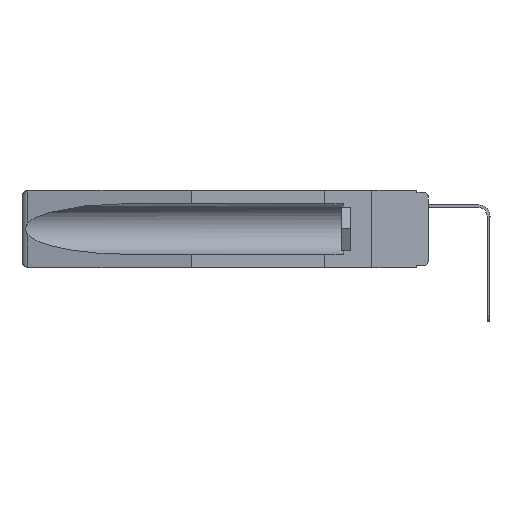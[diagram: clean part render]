
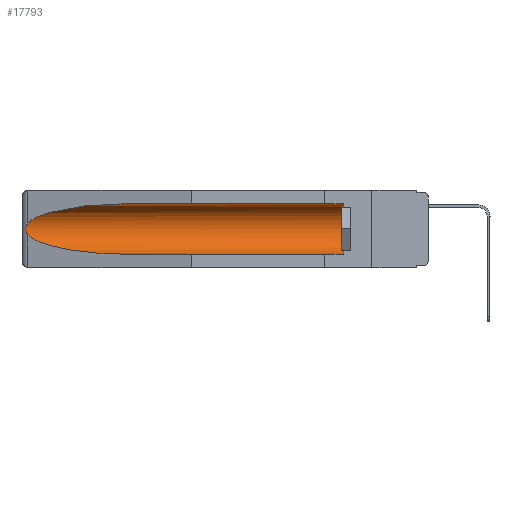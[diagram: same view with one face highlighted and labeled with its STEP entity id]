
A CAD part, left-side view. The second image highlights one B-rep face of the part: STEP entity #17793.
In plain terms, the highlighted cylindrical face has radius 2.857 mm (diameter 5.715 mm), a partial arc.
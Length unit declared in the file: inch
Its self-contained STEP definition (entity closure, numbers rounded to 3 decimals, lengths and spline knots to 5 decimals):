
#317 = LINE ( 'NONE', #23361, #4330 ) ;
#678 = DIRECTION ( 'NONE',  ( 0., -1., 0. ) ) ;
#1337 = CARTESIAN_POINT ( 'NONE',  ( 0.155, 0.126, -0.059 ) ) ;
#1738 = CARTESIAN_POINT ( 'NONE',  ( 0.155, 1.07973, -0.284 ) ) ;
#2094 = CARTESIAN_POINT ( 'NONE',  ( 0.25451, 1.48313, -0.09465 ) ) ;
#2142 = FACE_OUTER_BOUND ( 'NONE', #21117, .T. ) ;
#2381 = CARTESIAN_POINT ( 'NONE',  ( 0.26597, 1.5296, -0.19026 ) ) ;
#2745 = ORIENTED_EDGE ( 'NONE', *, *, #3680, .T. ) ;
#3339 = AXIS2_PLACEMENT_3D ( 'NONE', #3846, #11503, #20554 ) ;
#3680 = EDGE_CURVE ( 'NONE', #18349, #17366, #23621, .T. ) ;
#3846 = CARTESIAN_POINT ( 'NONE',  ( 0.155, -0.30754, -0.1715 ) ) ;
#4078 = CARTESIAN_POINT ( 'NONE',  ( 0.26655, 1.53094, -0.18657 ) ) ;
#4330 = VECTOR ( 'NONE', #8825, 39.37008 ) ;
#4532 = ORIENTED_EDGE ( 'NONE', *, *, #7602, .T. ) ;
#5571 = CARTESIAN_POINT ( 'NONE',  ( 0.155, 1.07973, -0.059 ) ) ;
#6176 = CARTESIAN_POINT ( 'NONE',  ( 0.2673, 1.53269, -0.17917 ) ) ;
#6988 = VERTEX_POINT ( 'NONE', #1337 ) ;
#7208 = VERTEX_POINT ( 'NONE', #10651 ) ;
#7602 = EDGE_CURVE ( 'NONE', #17274, #6988, #8979, .T. ) ;
#7641 = CARTESIAN_POINT ( 'NONE',  ( 0.21114, 1.30732, -0.059 ) ) ;
#7702 = CARTESIAN_POINT ( 'NONE',  ( 0.26537, 1.52718, -0.14972 ) ) ;
#8825 = DIRECTION ( 'NONE',  ( 0., 1., 0. ) ) ;
#8843 = DIRECTION ( 'NONE',  ( 0., 1., 0. ) ) ;
#8979 = CIRCLE ( 'NONE', #15706, 0.1125 ) ;
#9551 = CARTESIAN_POINT ( 'NONE',  ( 0.26654, 1.53092, -0.15636 ) ) ;
#9792 = CARTESIAN_POINT ( 'NONE',  ( 0.26537, 1.52718, -0.19328 ) ) ;
#9974 = CARTESIAN_POINT ( 'NONE',  ( 0.25451, 1.48313, -0.24835 ) ) ;
#9992 = EDGE_CURVE ( 'NONE', #17366, #22499, #15043, .T. ) ;
#10651 = CARTESIAN_POINT ( 'NONE',  ( 0.155, 1.07973, -0.059 ) ) ;
#11362 = CARTESIAN_POINT ( 'NONE',  ( 0.155, 0.126, -0.284 ) ) ;
#11500 =( BOUNDED_CURVE ( )  B_SPLINE_CURVE ( 3, ( #5571, #7641, #2094, #20575 ),
 .UNSPECIFIED., .F., .F. ) 
 B_SPLINE_CURVE_WITH_KNOTS ( ( 4, 4 ),
 ( 4.71239, 6.08839 ),
 .UNSPECIFIED. ) 
 CURVE ( )  GEOMETRIC_REPRESENTATION_ITEM ( )  RATIONAL_B_SPLINE_CURVE ( ( 1., 0.848, 0.848, 1. ) ) 
 REPRESENTATION_ITEM ( '' )  );
#11503 = DIRECTION ( 'NONE',  ( 0., 1., 0. ) ) ;
#11690 = CARTESIAN_POINT ( 'NONE',  ( 0.26537, 1.52718, -0.19328 ) ) ;
#13272 = CARTESIAN_POINT ( 'NONE',  ( 0.26597, 1.52961, -0.15275 ) ) ;
#13742 = ORIENTED_EDGE ( 'NONE', *, *, #9992, .T. ) ;
#14054 = LINE ( 'NONE', #19914, #21017 ) ;
#14629 = EDGE_CURVE ( 'NONE', #17274, #22499, #317, .T. ) ;
#15043 =( BOUNDED_CURVE ( )  B_SPLINE_CURVE ( 3, ( #11690, #9974, #23069, #21373 ),
 .UNSPECIFIED., .F., .F. ) 
 B_SPLINE_CURVE_WITH_KNOTS ( ( 4, 4 ),
 ( 0.1948, 1.5708 ),
 .UNSPECIFIED. ) 
 CURVE ( )  GEOMETRIC_REPRESENTATION_ITEM ( )  RATIONAL_B_SPLINE_CURVE ( ( 1., 0.848, 0.848, 1. ) ) 
 REPRESENTATION_ITEM ( '' )  );
#15121 = CARTESIAN_POINT ( 'NONE',  ( 0.2673, 1.5327, -0.16383 ) ) ;
#15706 = AXIS2_PLACEMENT_3D ( 'NONE', #22843, #678, #17264 ) ;
#16720 = CARTESIAN_POINT ( 'NONE',  ( 0.26537, 1.52718, -0.14972 ) ) ;
#17039 = ORIENTED_EDGE ( 'NONE', *, *, #17294, .T. ) ;
#17221 = CARTESIAN_POINT ( 'NONE',  ( 0.2675, 1.53308, -0.16763 ) ) ;
#17264 = DIRECTION ( 'NONE',  ( 0., 0., 1. ) ) ;
#17274 = VERTEX_POINT ( 'NONE', #11362 ) ;
#17294 = EDGE_CURVE ( 'NONE', #7208, #18349, #11500, .T. ) ;
#17366 = VERTEX_POINT ( 'NONE', #20893 ) ;
#17793 = ADVANCED_FACE ( 'NONE', ( #2142 ), #23773, .F. ) ;
#18349 = VERTEX_POINT ( 'NONE', #16720 ) ;
#19088 = CARTESIAN_POINT ( 'NONE',  ( 0.2675, 1.53308, -0.17534 ) ) ;
#19829 = ORIENTED_EDGE ( 'NONE', *, *, #21847, .T. ) ;
#19914 = CARTESIAN_POINT ( 'NONE',  ( 0.155, -0.30754, -0.059 ) ) ;
#20554 = DIRECTION ( 'NONE',  ( 0., 0., 1. ) ) ;
#20575 = CARTESIAN_POINT ( 'NONE',  ( 0.26537, 1.52718, -0.14972 ) ) ;
#20893 = CARTESIAN_POINT ( 'NONE',  ( 0.26537, 1.52718, -0.19328 ) ) ;
#21017 = VECTOR ( 'NONE', #8843, 39.37008 ) ;
#21117 = EDGE_LOOP ( 'NONE', ( #17039, #2745, #13742, #22994, #4532, #19829 ) ) ;
#21373 = CARTESIAN_POINT ( 'NONE',  ( 0.155, 1.07973, -0.284 ) ) ;
#21847 = EDGE_CURVE ( 'NONE', #6988, #7208, #14054, .T. ) ;
#22499 = VERTEX_POINT ( 'NONE', #1738 ) ;
#22843 = CARTESIAN_POINT ( 'NONE',  ( 0.155, 0.126, -0.1715 ) ) ;
#22994 = ORIENTED_EDGE ( 'NONE', *, *, #14629, .F. ) ;
#23069 = CARTESIAN_POINT ( 'NONE',  ( 0.21114, 1.30732, -0.284 ) ) ;
#23361 = CARTESIAN_POINT ( 'NONE',  ( 0.155, -0.30754, -0.284 ) ) ;
#23621 = B_SPLINE_CURVE_WITH_KNOTS ( 'NONE', 3,
 ( #7702, #13272, #9551, #15121, #17221, #19088, #6176, #4078, #2381, #9792 ),
 .UNSPECIFIED., .F., .F.,
 ( 4, 2, 2, 2, 4 ),
 ( 0., 0.00029, 0.00058, 0.00087, 0.00117 ),
 .UNSPECIFIED. ) ;
#23773 = CYLINDRICAL_SURFACE ( 'NONE', #3339, 0.1125 ) ;
